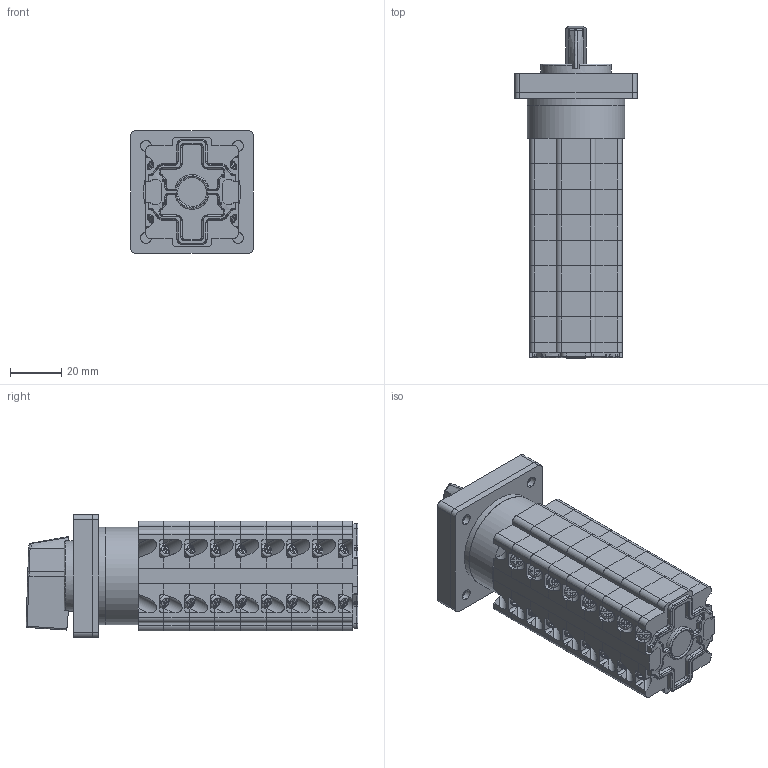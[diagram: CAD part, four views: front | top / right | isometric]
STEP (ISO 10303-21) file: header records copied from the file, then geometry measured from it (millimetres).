
FILE_DESCRIPTION(('TFLEX Exchange Step'),'2;1');
FILE_NAME('energoplast_4g20-8ke-u_3dmodel.stp', '2024-04-26T16:02:32+03:00',('nikolaeva'),('Unknown organisation'),'TFLEX Exchange 2019.0','T-FLEX CAD','Unknown authorisation');
FILE_SCHEMA( ('AUTOMOTIVE_DESIGN { 1 0 10303 214 1 1 1 1 }') );
Length unit declared in the file: millimetre
Products named in the file (1): BUFFER:000000BE497FC5D0 
Bounding box: 48 x 129.95 x 48 mm (x, y, z)
Volume: 150795.9 mm3; surface area: 71453.8 mm2
Topology: 16 solids, 320 shells, 1869 faces, 6305 edges, 4664 vertices
Faces by surface type: plane 1094, cylinder 461, cone 174, torus 101, sphere 26, bspline 13
Full cylindrical faces by diameter (mm): 2.5 x1, 3 x32, 4.5 x1, 10.5 x1, 27.6 x1, 38 x1
Entity records: 96262 total; most frequent: CARTESIAN_POINT 52459, ORIENTED_EDGE 11116, EDGE_CURVE 6295, B_SPLINE_CURVE_WITH_KNOTS 6291, VERTEX_POINT 4667, DIRECTION 3716, EDGE_LOOP 1954, FACE_BOUND 1954
